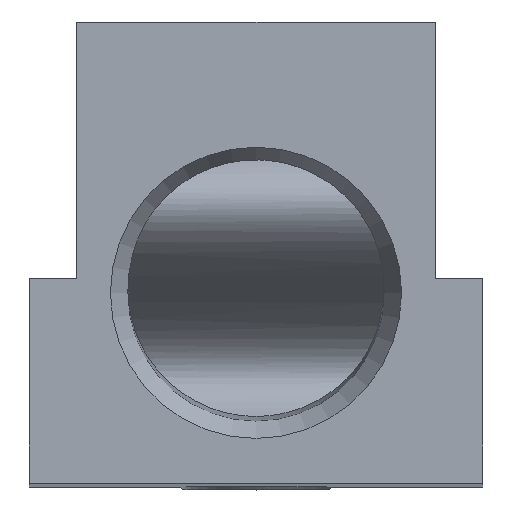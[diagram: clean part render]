
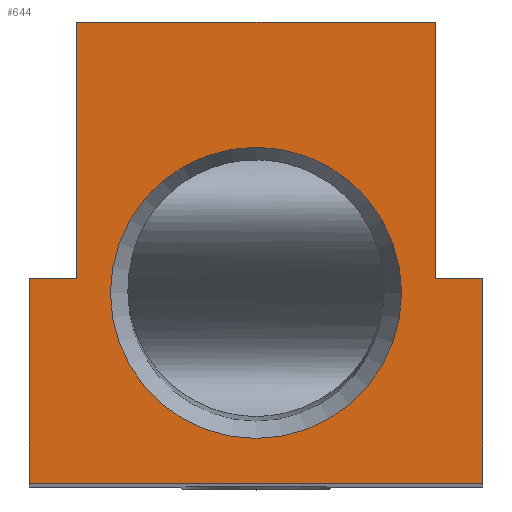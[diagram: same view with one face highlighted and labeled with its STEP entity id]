
A CAD part, top view. The second image highlights one B-rep face of the part: STEP entity #644.
In plain terms, the highlighted planar face has unit normal (0, 0, 1).
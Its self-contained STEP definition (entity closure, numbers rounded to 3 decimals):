
#558=CARTESIAN_POINT('',(5.089,2.6,0.0));
#559=VERTEX_POINT('',#558);
#560=CARTESIAN_POINT('',(3.1,2.6,0.0));
#561=DIRECTION('',(0.0,0.0,1.0));
#562=DIRECTION('',(-1.0,0.0,0.0));
#563=AXIS2_PLACEMENT_3D('',#560,#561,#562);
#564=CIRCLE('',#563,1.989);
#565=EDGE_CURVE('',#559,#559,#564,.T.);
#570=CARTESIAN_POINT('',(3.1,2.968,0.0));
#571=DIRECTION('',(0.0,0.0,1.0));
#572=DIRECTION('',(1.0,0.0,0.0));
#573=AXIS2_PLACEMENT_3D('',#570,#571,#572);
#574=PLANE('',#573);
#575=CARTESIAN_POINT('',(0.0,0.0,0.0));
#576=VERTEX_POINT('',#575);
#577=CARTESIAN_POINT('',(0.,2.8,0.0));
#578=VERTEX_POINT('',#577);
#579=CARTESIAN_POINT('',(0.0,0.0,0.0));
#580=DIRECTION('',(0.0,1.0,0.0));
#581=VECTOR('',#580,2.8);
#582=LINE('',#579,#581);
#583=EDGE_CURVE('',#576,#578,#582,.T.);
#584=ORIENTED_EDGE('',*,*,#583,.F.);
#585=CARTESIAN_POINT('',(6.2,0.,0.0));
#586=VERTEX_POINT('',#585);
#587=CARTESIAN_POINT('',(6.2,0.,0.0));
#588=DIRECTION('',(-1.0,0.0,0.0));
#589=VECTOR('',#588,6.2);
#590=LINE('',#587,#589);
#591=EDGE_CURVE('',#586,#576,#590,.T.);
#592=ORIENTED_EDGE('',*,*,#591,.F.);
#593=CARTESIAN_POINT('',(6.2,2.8,0.0));
#594=VERTEX_POINT('',#593);
#595=CARTESIAN_POINT('',(6.2,2.8,0.0));
#596=DIRECTION('',(0.0,-1.0,0.0));
#597=VECTOR('',#596,2.8);
#598=LINE('',#595,#597);
#599=EDGE_CURVE('',#594,#586,#598,.T.);
#600=ORIENTED_EDGE('',*,*,#599,.F.);
#601=CARTESIAN_POINT('',(5.55,2.8,0.0));
#602=VERTEX_POINT('',#601);
#603=CARTESIAN_POINT('',(5.55,2.8,0.0));
#604=DIRECTION('',(1.0,0.0,0.0));
#605=VECTOR('',#604,0.65);
#606=LINE('',#603,#605);
#607=EDGE_CURVE('',#602,#594,#606,.T.);
#608=ORIENTED_EDGE('',*,*,#607,.F.);
#609=CARTESIAN_POINT('',(5.55,6.3,0.0));
#610=VERTEX_POINT('',#609);
#611=CARTESIAN_POINT('',(5.55,6.3,0.0));
#612=DIRECTION('',(0.0,-1.0,0.0));
#613=VECTOR('',#612,3.5);
#614=LINE('',#611,#613);
#615=EDGE_CURVE('',#610,#602,#614,.T.);
#616=ORIENTED_EDGE('',*,*,#615,.F.);
#617=CARTESIAN_POINT('',(0.65,6.3,0.0));
#618=VERTEX_POINT('',#617);
#619=CARTESIAN_POINT('',(0.65,6.3,0.0));
#620=DIRECTION('',(1.0,0.0,0.0));
#621=VECTOR('',#620,4.9);
#622=LINE('',#619,#621);
#623=EDGE_CURVE('',#618,#610,#622,.T.);
#624=ORIENTED_EDGE('',*,*,#623,.F.);
#625=CARTESIAN_POINT('',(0.65,2.8,0.0));
#626=VERTEX_POINT('',#625);
#627=CARTESIAN_POINT('',(0.65,2.8,0.0));
#628=DIRECTION('',(0.0,1.0,0.0));
#629=VECTOR('',#628,3.5);
#630=LINE('',#627,#629);
#631=EDGE_CURVE('',#626,#618,#630,.T.);
#632=ORIENTED_EDGE('',*,*,#631,.F.);
#633=CARTESIAN_POINT('',(0.,2.8,0.0));
#634=DIRECTION('',(1.0,0.0,0.0));
#635=VECTOR('',#634,0.65);
#636=LINE('',#633,#635);
#637=EDGE_CURVE('',#578,#626,#636,.T.);
#638=ORIENTED_EDGE('',*,*,#637,.F.);
#639=EDGE_LOOP('',(#584,#592,#600,#608,#616,#624,#632,#638));
#640=FACE_OUTER_BOUND('',#639,.T.);
#641=ORIENTED_EDGE('',*,*,#565,.F.);
#642=EDGE_LOOP('',(#641));
#643=FACE_BOUND('',#642,.T.);
#644=ADVANCED_FACE('',(#640,#643),#574,.T.);
